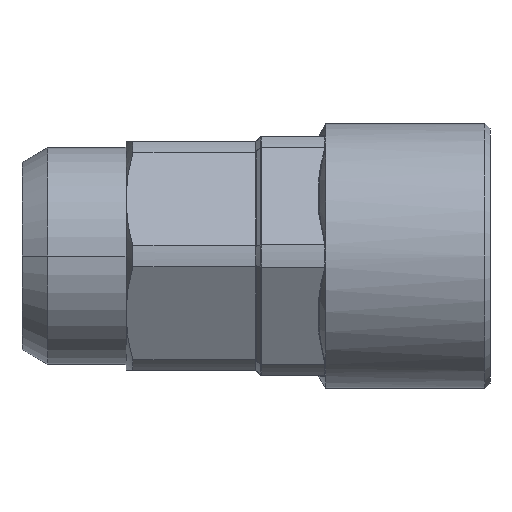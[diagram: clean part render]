
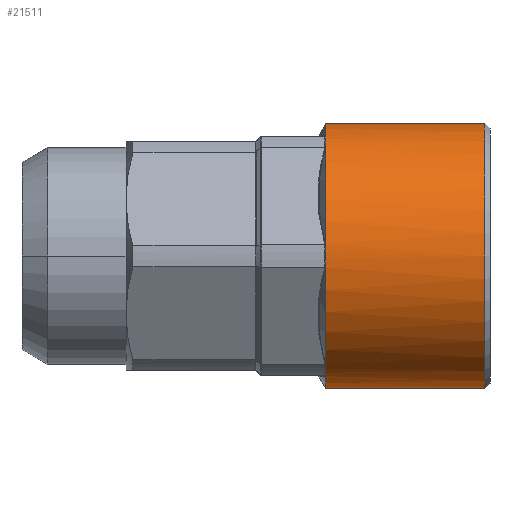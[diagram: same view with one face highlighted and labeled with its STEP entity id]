
A CAD part, front view. The second image highlights one B-rep face of the part: STEP entity #21511.
In plain terms, the highlighted cylindrical face has radius 12.75 mm (diameter 25.5 mm), a partial arc.
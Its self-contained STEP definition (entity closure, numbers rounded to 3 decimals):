
#20 = EDGE_CURVE ( 'NONE', #16144, #16442, #3882, .T. ) ;
#485 = CARTESIAN_POINT ( 'NONE',  ( 26.5, 0., 0. ) ) ;
#851 = AXIS2_PLACEMENT_3D ( 'NONE', #27378, #8485, #15815 ) ;
#864 = FACE_OUTER_BOUND ( 'NONE', #22362, .T. ) ;
#1587 = CARTESIAN_POINT ( 'NONE',  ( 10.711, -5.39, -11.555 ) ) ;
#1614 = DIRECTION ( 'NONE',  ( 0., 0., -1. ) ) ;
#1843 = ORIENTED_EDGE ( 'NONE', *, *, #25776, .F. ) ;
#1928 = DIRECTION ( 'NONE',  ( 1., 0., 0. ) ) ;
#2614 = CIRCLE ( 'NONE', #851, 12.75 ) ;
#2696 = DIRECTION ( 'NONE',  ( 1., 0., 0. ) ) ;
#2863 = ORIENTED_EDGE ( 'NONE', *, *, #25839, .F. ) ;
#3733 = VECTOR ( 'NONE', #18842, 1000. ) ;
#3882 = CIRCLE ( 'NONE', #29935, 12.75 ) ;
#4349 = AXIS2_PLACEMENT_3D ( 'NONE', #10829, #27062, #13159 ) ;
#4678 = AXIS2_PLACEMENT_3D ( 'NONE', #485, #2696, #14472 ) ;
#5591 = CYLINDRICAL_SURFACE ( 'NONE', #4678, 12.75 ) ;
#5716 = EDGE_CURVE ( 'NONE', #8161, #24583, #11814, .T. ) ;
#6380 = CARTESIAN_POINT ( 'NONE',  ( 10.711, -7.312, 10.445 ) ) ;
#6546 = EDGE_CURVE ( 'NONE', #20091, #16442, #23717, .T. ) ;
#6581 = AXIS2_PLACEMENT_3D ( 'NONE', #24546, #10624, #8581 ) ;
#6723 = CARTESIAN_POINT ( 'NONE',  ( 26., 0., 0. ) ) ;
#6922 = CIRCLE ( 'NONE', #16692, 12.75 ) ;
#6977 = LINE ( 'NONE', #14820, #3733 ) ;
#7398 = CARTESIAN_POINT ( 'NONE',  ( 10.711, -7.312, -10.445 ) ) ;
#7854 = CARTESIAN_POINT ( 'NONE',  ( 26., 0., 12.75 ) ) ;
#7910 = DIRECTION ( 'NONE',  ( 0., 0., -1. ) ) ;
#7912 = AXIS2_PLACEMENT_3D ( 'NONE', #6723, #25277, #10978 ) ;
#8056 = VERTEX_POINT ( 'NONE', #19793 ) ;
#8161 = VERTEX_POINT ( 'NONE', #22793 ) ;
#8441 = CARTESIAN_POINT ( 'NONE',  ( 26., 0., -12.75 ) ) ;
#8485 = DIRECTION ( 'NONE',  ( -1., 0., 0. ) ) ;
#8497 = CIRCLE ( 'NONE', #6581, 12.75 ) ;
#8581 = DIRECTION ( 'NONE',  ( 0., 0., 1. ) ) ;
#10624 = DIRECTION ( 'NONE',  ( 1., 0., 0. ) ) ;
#10829 = CARTESIAN_POINT ( 'NONE',  ( 10.711, 0., 0. ) ) ;
#10978 = DIRECTION ( 'NONE',  ( 0., 0., 1. ) ) ;
#11216 = VERTEX_POINT ( 'NONE', #7854 ) ;
#11257 = CARTESIAN_POINT ( 'NONE',  ( 10.711, 0., 0. ) ) ;
#11411 = EDGE_CURVE ( 'NONE', #28863, #11216, #29437, .T. ) ;
#11481 = ORIENTED_EDGE ( 'NONE', *, *, #11799, .T. ) ;
#11519 = DIRECTION ( 'NONE',  ( 1., 0., 0. ) ) ;
#11799 = EDGE_CURVE ( 'NONE', #20091, #28397, #6922, .T. ) ;
#11814 = CIRCLE ( 'NONE', #21150, 12.75 ) ;
#13159 = DIRECTION ( 'NONE',  ( 0., 0., -1. ) ) ;
#13961 = DIRECTION ( 'NONE',  ( 0., 0., 1. ) ) ;
#14472 = DIRECTION ( 'NONE',  ( 0., 0., -1. ) ) ;
#14820 = CARTESIAN_POINT ( 'NONE',  ( 26.5, 0., -12.75 ) ) ;
#15011 = CARTESIAN_POINT ( 'NONE',  ( 10.711, 0., 0. ) ) ;
#15387 = CARTESIAN_POINT ( 'NONE',  ( 10.711, -12.702, 1.109 ) ) ;
#15401 = EDGE_CURVE ( 'NONE', #8161, #28863, #6977, .T. ) ;
#15406 = ORIENTED_EDGE ( 'NONE', *, *, #28090, .F. ) ;
#15507 = DIRECTION ( 'NONE',  ( -1., 0., 0. ) ) ;
#15722 = CARTESIAN_POINT ( 'NONE',  ( 10.711, -12.702, -1.109 ) ) ;
#15815 = DIRECTION ( 'NONE',  ( 0., 0., -1. ) ) ;
#16144 = VERTEX_POINT ( 'NONE', #27994 ) ;
#16371 = ORIENTED_EDGE ( 'NONE', *, *, #5716, .F. ) ;
#16442 = VERTEX_POINT ( 'NONE', #6380 ) ;
#16692 = AXIS2_PLACEMENT_3D ( 'NONE', #11257, #1928, #27495 ) ;
#17294 = DIRECTION ( 'NONE',  ( 1., 0., 0. ) ) ;
#17392 = DIRECTION ( 'NONE',  ( -1., 0., 0. ) ) ;
#18639 = ORIENTED_EDGE ( 'NONE', *, *, #20, .T. ) ;
#18842 = DIRECTION ( 'NONE',  ( 1., 0., 0. ) ) ;
#19343 = CIRCLE ( 'NONE', #4349, 12.75 ) ;
#19793 = CARTESIAN_POINT ( 'NONE',  ( 10.711, 0., 12.75 ) ) ;
#20091 = VERTEX_POINT ( 'NONE', #15387 ) ;
#20429 = ORIENTED_EDGE ( 'NONE', *, *, #6546, .F. ) ;
#21150 = AXIS2_PLACEMENT_3D ( 'NONE', #15011, #17392, #7910 ) ;
#21238 = EDGE_CURVE ( 'NONE', #21804, #24583, #8497, .T. ) ;
#21511 = ADVANCED_FACE ( 'NONE', ( #864 ), #5591, .T. ) ;
#21804 = VERTEX_POINT ( 'NONE', #7398 ) ;
#21947 = ORIENTED_EDGE ( 'NONE', *, *, #21238, .T. ) ;
#22224 = CARTESIAN_POINT ( 'NONE',  ( 10.711, 0., 0. ) ) ;
#22362 = EDGE_LOOP ( 'NONE', ( #15406, #2863, #18639, #20429, #11481, #1843, #21947, #16371, #26870, #29246 ) ) ;
#22793 = CARTESIAN_POINT ( 'NONE',  ( 10.711, 0., -12.75 ) ) ;
#23717 = CIRCLE ( 'NONE', #28710, 12.75 ) ;
#23975 = CARTESIAN_POINT ( 'NONE',  ( 26.5, 0., 12.75 ) ) ;
#24546 = CARTESIAN_POINT ( 'NONE',  ( 10.711, 0., 0. ) ) ;
#24583 = VERTEX_POINT ( 'NONE', #1587 ) ;
#24660 = VECTOR ( 'NONE', #17294, 1000. ) ;
#25277 = DIRECTION ( 'NONE',  ( -1., 0., 0. ) ) ;
#25776 = EDGE_CURVE ( 'NONE', #21804, #28397, #2614, .T. ) ;
#25839 = EDGE_CURVE ( 'NONE', #16144, #8056, #19343, .T. ) ;
#26118 = LINE ( 'NONE', #23975, #24660 ) ;
#26870 = ORIENTED_EDGE ( 'NONE', *, *, #15401, .T. ) ;
#27062 = DIRECTION ( 'NONE',  ( -1., 0., 0. ) ) ;
#27378 = CARTESIAN_POINT ( 'NONE',  ( 10.711, 0., 0. ) ) ;
#27495 = DIRECTION ( 'NONE',  ( 0., 0., 1. ) ) ;
#27756 = CARTESIAN_POINT ( 'NONE',  ( 10.711, 0., 0. ) ) ;
#27994 = CARTESIAN_POINT ( 'NONE',  ( 10.711, -5.39, 11.555 ) ) ;
#28090 = EDGE_CURVE ( 'NONE', #8056, #11216, #26118, .T. ) ;
#28397 = VERTEX_POINT ( 'NONE', #15722 ) ;
#28710 = AXIS2_PLACEMENT_3D ( 'NONE', #22224, #15507, #1614 ) ;
#28863 = VERTEX_POINT ( 'NONE', #8441 ) ;
#29246 = ORIENTED_EDGE ( 'NONE', *, *, #11411, .T. ) ;
#29437 = CIRCLE ( 'NONE', #7912, 12.75 ) ;
#29935 = AXIS2_PLACEMENT_3D ( 'NONE', #27756, #11519, #13961 ) ;
